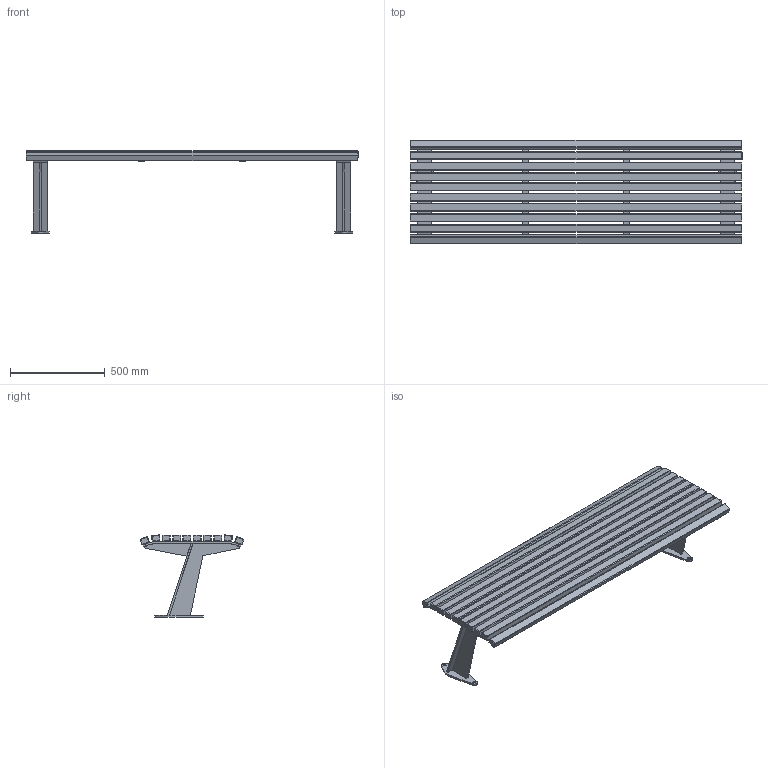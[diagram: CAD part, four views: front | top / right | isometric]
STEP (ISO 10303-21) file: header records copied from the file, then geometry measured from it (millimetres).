
FILE_DESCRIPTION(/* description */ (''),/* implementation_level */ '2;1');
FILE_NAME(/* name */ 'EDG02-A1_UAP_EDGE_Bench_3D',/* time_stamp */ '2018-01-23T16:22:19-05:00',/* author */ (''),/* organization */ (''),/* preprocessor_version */ 'ST-DEVELOPER v15',/* originating_system */ '',/* authorisation */ '');
FILE_SCHEMA (('AUTOMOTIVE_DESIGN'));
Length unit declared in the file: millimetre
Products named in the file (1): Document
Bounding box: 1750 x 546.83 x 432.63 mm (x, y, z)
Volume: 26307005.1 mm3; surface area: 3272766.1 mm2
Topology: 62 solids, 62 shells, 1768 faces, 4652 edges, 2932 vertices
Faces by surface type: bspline 1236, plane 532
Entity records: 59272 total; most frequent: CARTESIAN_POINT 33918, ORIENTED_EDGE 8992, EDGE_CURVE 4496, VERTEX_POINT 2932, EDGE_LOOP 1936, ADVANCED_FACE 1768, FACE_OUTER_BOUND 1768, B_SPLINE_CURVE_WITH_KNOTS 961
